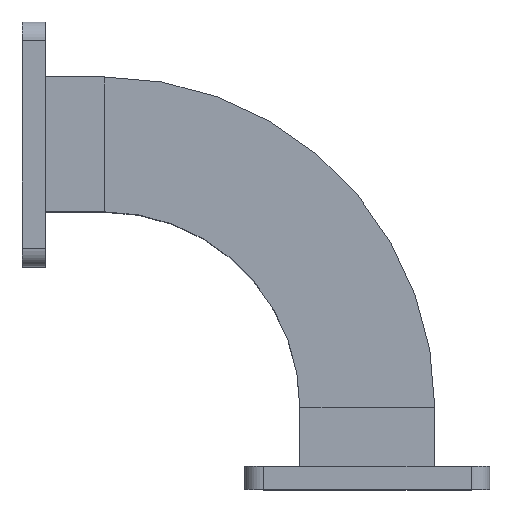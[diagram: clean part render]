
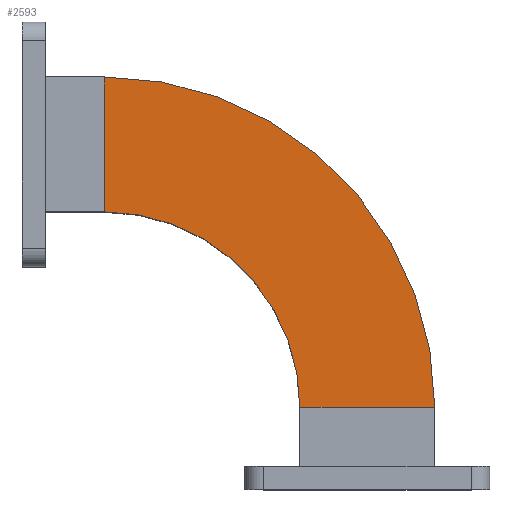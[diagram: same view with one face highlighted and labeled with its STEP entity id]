
A CAD part, top view. The second image highlights one B-rep face of the part: STEP entity #2593.
In plain terms, the highlighted planar face has unit normal (0, 0, 1).
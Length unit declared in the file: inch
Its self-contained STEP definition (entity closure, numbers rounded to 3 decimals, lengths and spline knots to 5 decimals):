
#23 = AXIS2_PLACEMENT_3D ( 'NONE', #611, #558, #2778 ) ;
#120 = VECTOR ( 'NONE', #1622, 39.37008 ) ;
#327 = AXIS2_PLACEMENT_3D ( 'NONE', #3349, #1918, #2250 ) ;
#443 = ORIENTED_EDGE ( 'NONE', *, *, #663, .F. ) ;
#446 = LINE ( 'NONE', #2431, #120 ) ;
#500 = CARTESIAN_POINT ( 'NONE',  ( 1.40551, -1.155, 2.23 ) ) ;
#558 = DIRECTION ( 'NONE',  ( 0., 0., -1. ) ) ;
#571 = VERTEX_POINT ( 'NONE', #2175 ) ;
#611 = CARTESIAN_POINT ( 'NONE',  ( 1.40551, -4.5, 2.23 ) ) ;
#624 = ORIENTED_EDGE ( 'NONE', *, *, #2393, .T. ) ;
#663 = EDGE_CURVE ( 'NONE', #1726, #1876, #856, .T. ) ;
#725 = FACE_OUTER_BOUND ( 'NONE', #1422, .T. ) ;
#820 = VECTOR ( 'NONE', #3002, 39.37008 ) ;
#856 = CIRCLE ( 'NONE', #327, 5.655 ) ;
#1422 = EDGE_LOOP ( 'NONE', ( #2427, #443, #1603, #624 ) ) ;
#1429 = CARTESIAN_POINT ( 'NONE',  ( 1.40551, 1.155, 2.23 ) ) ;
#1531 = LINE ( 'NONE', #2647, #820 ) ;
#1603 = ORIENTED_EDGE ( 'NONE', *, *, #2551, .T. ) ;
#1622 = DIRECTION ( 'NONE',  ( -1., 0., 0. ) ) ;
#1726 = VERTEX_POINT ( 'NONE', #1429 ) ;
#1876 = VERTEX_POINT ( 'NONE', #1954 ) ;
#1918 = DIRECTION ( 'NONE',  ( 0., 0., -1. ) ) ;
#1954 = CARTESIAN_POINT ( 'NONE',  ( 7.06051, -4.5, 2.23 ) ) ;
#2112 = DIRECTION ( 'NONE',  ( 0., 0., 1. ) ) ;
#2151 = PLANE ( 'NONE',  #3054 ) ;
#2175 = CARTESIAN_POINT ( 'NONE',  ( 4.75051, -4.5, 2.23 ) ) ;
#2250 = DIRECTION ( 'NONE',  ( 0., 1., 0. ) ) ;
#2393 = EDGE_CURVE ( 'NONE', #3107, #571, #2539, .T. ) ;
#2427 = ORIENTED_EDGE ( 'NONE', *, *, #2578, .F. ) ;
#2431 = CARTESIAN_POINT ( 'NONE',  ( 4.75051, -4.5, 2.23 ) ) ;
#2539 = CIRCLE ( 'NONE', #23, 3.345 ) ;
#2551 = EDGE_CURVE ( 'NONE', #1726, #3107, #1531, .T. ) ;
#2578 = EDGE_CURVE ( 'NONE', #1876, #571, #446, .T. ) ;
#2593 = ADVANCED_FACE ( 'NONE', ( #725 ), #2151, .T. ) ;
#2647 = CARTESIAN_POINT ( 'NONE',  ( 1.40551, -1.155, 2.23 ) ) ;
#2778 = DIRECTION ( 'NONE',  ( 0., 1., 0. ) ) ;
#3002 = DIRECTION ( 'NONE',  ( 0., -1., 0. ) ) ;
#3054 = AXIS2_PLACEMENT_3D ( 'NONE', #500, #2112, #3552 ) ;
#3107 = VERTEX_POINT ( 'NONE', #3255 ) ;
#3255 = CARTESIAN_POINT ( 'NONE',  ( 1.40551, -1.155, 2.23 ) ) ;
#3349 = CARTESIAN_POINT ( 'NONE',  ( 1.40551, -4.5, 2.23 ) ) ;
#3552 = DIRECTION ( 'NONE',  ( 1., 0., 0. ) ) ;
